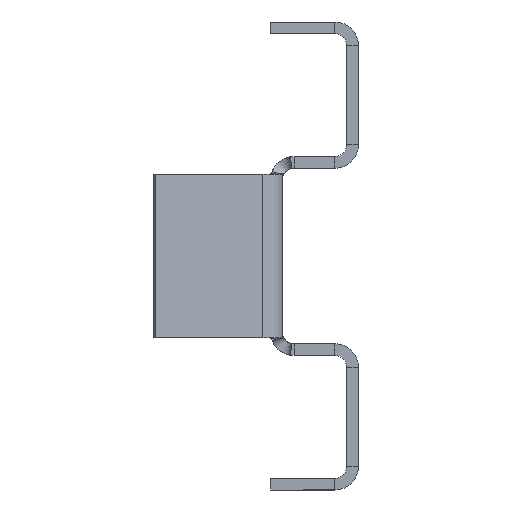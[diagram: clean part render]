
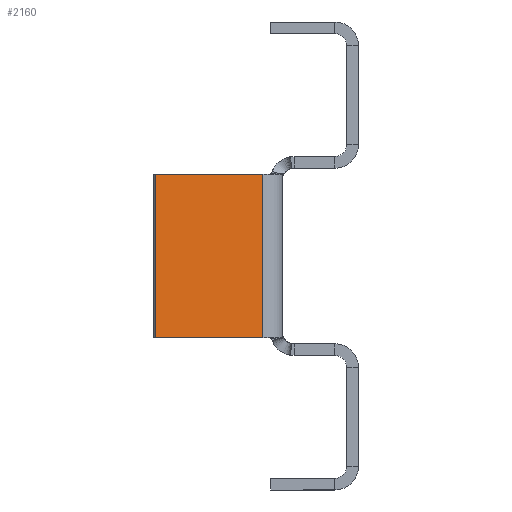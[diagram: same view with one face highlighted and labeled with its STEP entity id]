
A CAD part, left-side view. The second image highlights one B-rep face of the part: STEP entity #2160.
In plain terms, the highlighted planar face has unit normal (-0.985, -0.174, 0).
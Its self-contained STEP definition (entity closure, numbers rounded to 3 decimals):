
#14 = DIRECTION ( 'NONE',  ( -0.174, 0.985, 0. ) ) ;
#112 = VERTEX_POINT ( 'NONE', #1010 ) ;
#220 = DIRECTION ( 'NONE',  ( 0.985, 0.174, 0. ) ) ;
#258 = EDGE_CURVE ( 'NONE', #2547, #2889, #2531, .T. ) ;
#511 = ORIENTED_EDGE ( 'NONE', *, *, #2596, .F. ) ;
#564 = VECTOR ( 'NONE', #916, 1000. ) ;
#589 = VECTOR ( 'NONE', #14, 1000. ) ;
#718 = EDGE_CURVE ( 'NONE', #2889, #112, #1560, .T. ) ;
#895 = VECTOR ( 'NONE', #1480, 1000. ) ;
#916 = DIRECTION ( 'NONE',  ( 0.174, -0.985, 0. ) ) ;
#923 = VECTOR ( 'NONE', #1378, 1000. ) ;
#1010 = CARTESIAN_POINT ( 'NONE',  ( -158.496, 19.654, -14. ) ) ;
#1256 = FACE_OUTER_BOUND ( 'NONE', #1616, .T. ) ;
#1286 = EDGE_CURVE ( 'NONE', #112, #3082, #2392, .T. ) ;
#1378 = DIRECTION ( 'NONE',  ( 0., 0., 1. ) ) ;
#1454 = PLANE ( 'NONE',  #2750 ) ;
#1480 = DIRECTION ( 'NONE',  ( 0., 0., -1. ) ) ;
#1560 = LINE ( 'NONE', #1971, #589 ) ;
#1616 = EDGE_LOOP ( 'NONE', ( #2377, #511, #1997, #2684 ) ) ;
#1701 = LINE ( 'NONE', #2777, #564 ) ;
#1770 = CARTESIAN_POINT ( 'NONE',  ( -158.496, 19.654, 14. ) ) ;
#1892 = DIRECTION ( 'NONE',  ( 0.174, -0.985, 0. ) ) ;
#1953 = CARTESIAN_POINT ( 'NONE',  ( -155.261, 1.305, 0. ) ) ;
#1971 = CARTESIAN_POINT ( 'NONE',  ( -158.496, 19.654, -14. ) ) ;
#1997 = ORIENTED_EDGE ( 'NONE', *, *, #1286, .F. ) ;
#2160 = ADVANCED_FACE ( 'NONE', ( #1256 ), #1454, .F. ) ;
#2305 = CARTESIAN_POINT ( 'NONE',  ( -158.496, 19.654, 14. ) ) ;
#2377 = ORIENTED_EDGE ( 'NONE', *, *, #258, .F. ) ;
#2392 = LINE ( 'NONE', #2305, #923 ) ;
#2531 = LINE ( 'NONE', #1953, #895 ) ;
#2547 = VERTEX_POINT ( 'NONE', #2966 ) ;
#2596 = EDGE_CURVE ( 'NONE', #3082, #2547, #1701, .T. ) ;
#2601 = CARTESIAN_POINT ( 'NONE',  ( -150.356, -26.512, 0. ) ) ;
#2610 = CARTESIAN_POINT ( 'NONE',  ( -155.261, 1.305, -14. ) ) ;
#2684 = ORIENTED_EDGE ( 'NONE', *, *, #718, .F. ) ;
#2750 = AXIS2_PLACEMENT_3D ( 'NONE', #2601, #220, #1892 ) ;
#2777 = CARTESIAN_POINT ( 'NONE',  ( -154.97, -0.347, 14. ) ) ;
#2889 = VERTEX_POINT ( 'NONE', #2610 ) ;
#2966 = CARTESIAN_POINT ( 'NONE',  ( -155.261, 1.305, 14. ) ) ;
#3082 = VERTEX_POINT ( 'NONE', #1770 ) ;
